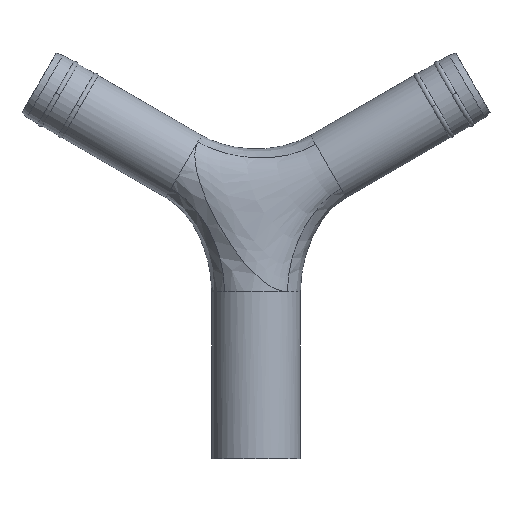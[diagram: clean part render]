
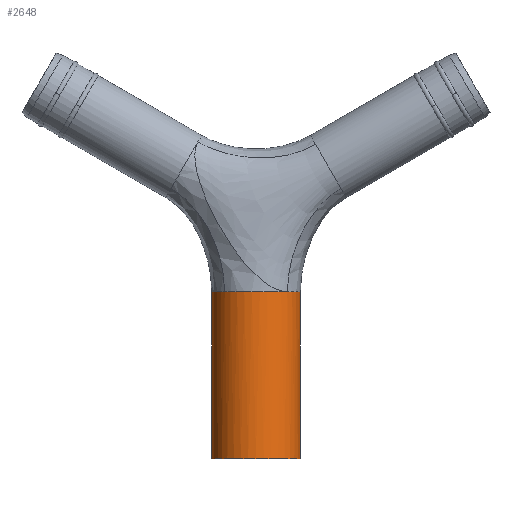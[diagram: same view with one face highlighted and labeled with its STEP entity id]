
A CAD part, front view. The second image highlights one B-rep face of the part: STEP entity #2648.
In plain terms, the highlighted cylindrical face has radius 13.3 mm (diameter 26.6 mm), a partial arc.
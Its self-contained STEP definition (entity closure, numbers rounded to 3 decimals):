
#6=CARTESIAN_POINT('',(0.,0.,-75.));
#7=DIRECTION('',(0.,0.,1.));
#8=DIRECTION('',(-1.,0.,0.));
#9=AXIS2_PLACEMENT_3D('',#6,#7,#8);
#31=CARTESIAN_POINT('',(-13.3,0.,-25.));
#33=DIRECTION('',(0.,0.,1.));
#34=VECTOR('',#33,50.);
#35=CARTESIAN_POINT('',(13.3,0.,-75.));
#36=LINE('',#35,#34);
#37=CARTESIAN_POINT('',(13.3,0.,-25.));
#285=CARTESIAN_POINT('',(9.343,-9.466,-25.));
#286=CARTESIAN_POINT('',(9.363,-9.446,-25.));
#287=CARTESIAN_POINT('',(9.384,-9.425,-25.));
#288=CARTESIAN_POINT('',(9.405,-9.405,-25.));
#290=CARTESIAN_POINT('',(9.405,-9.405,-25.));
#291=CARTESIAN_POINT('',(9.712,-9.097,-25.));
#292=CARTESIAN_POINT('',(10.297,-8.452,-24.995));
#293=CARTESIAN_POINT('',(11.076,-7.402,-24.995));
#294=CARTESIAN_POINT('',(11.748,-6.28,-24.999));
#295=CARTESIAN_POINT('',(12.307,-5.098,-25.001));
#296=CARTESIAN_POINT('',(12.748,-3.867,-24.997));
#297=CARTESIAN_POINT('',(13.066,-2.598,-24.995));
#298=CARTESIAN_POINT('',(13.257,-1.305,-24.997));
#299=CARTESIAN_POINT('',(13.3,-0.435,-25.));
#300=CARTESIAN_POINT('',(13.3,0.,-25.));
#302=DIRECTION('',(0.,0.,1.));
#303=VECTOR('',#302,50.);
#304=CARTESIAN_POINT('',(-13.3,0.,-75.));
#305=LINE('',#304,#303);
#306=CARTESIAN_POINT('',(-13.3,0.,-25.));
#307=CARTESIAN_POINT('',(-13.3,-0.435,-25.));
#308=CARTESIAN_POINT('',(-13.257,-1.304,
-24.997));
#309=CARTESIAN_POINT('',(-13.066,-2.598,
-24.995));
#310=CARTESIAN_POINT('',(-12.748,-3.866,
-24.997));
#311=CARTESIAN_POINT('',(-12.307,-5.098,
-25.001));
#312=CARTESIAN_POINT('',(-11.748,-6.28,
-24.999));
#313=CARTESIAN_POINT('',(-11.076,-7.401,
-24.995));
#314=CARTESIAN_POINT('',(-10.297,-8.452,
-24.995));
#315=CARTESIAN_POINT('',(-9.712,-9.097,-25.));
#316=CARTESIAN_POINT('',(-9.405,-9.405,-25.));
#318=CARTESIAN_POINT('',(0.,0.,-25.));
#319=DIRECTION('',(0.,0.,1.));
#320=DIRECTION('',(-0.707,-0.707,0.));
#321=AXIS2_PLACEMENT_3D('',#318,#319,#320);
#1629=CARTESIAN_POINT('',(13.3,0.,-75.));
#1630=CARTESIAN_POINT('',(-13.3,0.,-75.));
#1631=VERTEX_POINT('',#1629);
#1632=VERTEX_POINT('',#1630);
#1636=VERTEX_POINT('',#31);
#1637=VERTEX_POINT('',#37);
#1641=VERTEX_POINT('',#285);
#1642=VERTEX_POINT('',#288);
#1643=CARTESIAN_POINT('',(-9.405,-9.405,-25.));
#1644=VERTEX_POINT('',#1643);
#2631=CARTESIAN_POINT('',(0.,0.,-75.));
#2632=DIRECTION('',(0.,0.,1.));
#2633=DIRECTION('',(1.,0.,0.));
#2634=AXIS2_PLACEMENT_3D('',#2631,#2632,#2633);
#2635=CYLINDRICAL_SURFACE('',#2634,13.3);
#2637=ORIENTED_EDGE('',*,*,#2636,.T.);
#2638=ORIENTED_EDGE('',*,*,#2621,.T.);
#2639=ORIENTED_EDGE('',*,*,#2011,.F.);
#2640=ORIENTED_EDGE('',*,*,#1990,.F.);
#2641=ORIENTED_EDGE('',*,*,#2008,.T.);
#2643=ORIENTED_EDGE('',*,*,#2642,.T.);
#2645=ORIENTED_EDGE('',*,*,#2644,.T.);
#2646=EDGE_LOOP('',(#2637,#2638,#2639,#2640,#2641,#2643,#2645));
#2647=FACE_OUTER_BOUND('',#2646,.F.);
#2648=ADVANCED_FACE('',(#2647),#2635,.T.);
#10=CIRCLE('',#9,13.3);
#289=B_SPLINE_CURVE_WITH_KNOTS('',3,(#285,#286,#287,#288),.UNSPECIFIED.,.F.,.F.,
(4,4),(0.,1.),.UNSPECIFIED.);
#301=B_SPLINE_CURVE_WITH_KNOTS('',3,(#290,#291,#292,#293,#294,#295,#296,#297,
#298,#299,#300),.UNSPECIFIED.,.F.,.F.,(4,1,1,1,1,1,1,1,4),(0.,0.125,0.25,
0.375,0.5,0.625,0.75,0.875,1.),.UNSPECIFIED.);
#317=B_SPLINE_CURVE_WITH_KNOTS('',3,(#306,#307,#308,#309,#310,#311,#312,#313,
#314,#315,#316),.UNSPECIFIED.,.F.,.F.,(4,1,1,1,1,1,1,1,4),(0.,0.125,0.25,
0.375,0.5,0.625,0.75,0.875,1.),.UNSPECIFIED.);
#322=CIRCLE('',#321,13.3);
#1990=EDGE_CURVE('',#1632,#1631,#10,.T.);
#2008=EDGE_CURVE('',#1632,#1636,#305,.T.);
#2011=EDGE_CURVE('',#1631,#1637,#36,.T.);
#2621=EDGE_CURVE('',#1642,#1637,#301,.T.);
#2636=EDGE_CURVE('',#1641,#1642,#289,.T.);
#2642=EDGE_CURVE('',#1636,#1644,#317,.T.);
#2644=EDGE_CURVE('',#1644,#1641,#322,.T.);
